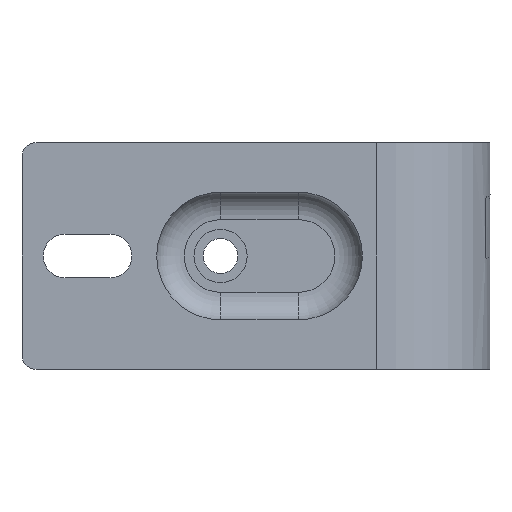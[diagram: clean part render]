
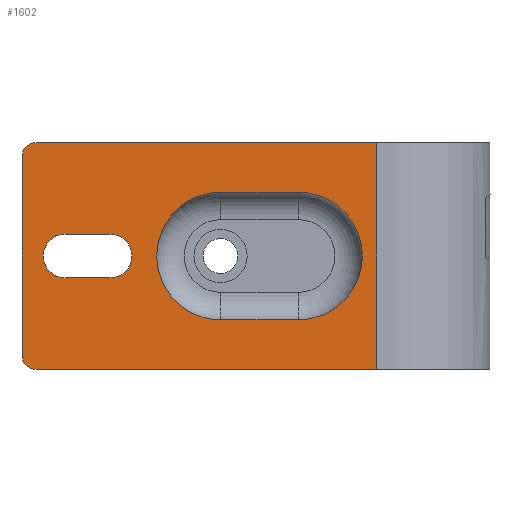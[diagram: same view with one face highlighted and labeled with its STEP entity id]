
A CAD part, front view. The second image highlights one B-rep face of the part: STEP entity #1602.
In plain terms, the highlighted planar face has unit normal (0, -1, 0).
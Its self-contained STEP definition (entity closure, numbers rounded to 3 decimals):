
#112=CARTESIAN_POINT('',(-43.9,-16.,-3.1));
#113=VERTEX_POINT('',#112);
#114=CARTESIAN_POINT('',(-43.9,-16.,3.1));
#115=VERTEX_POINT('',#114);
#116=CARTESIAN_POINT('',(-43.9,-16.,0.));
#117=DIRECTION('',(0.0,1.0,0.0));
#118=DIRECTION('',(1.0,0.0,0.0));
#119=AXIS2_PLACEMENT_3D('',#116,#117,#118);
#120=CIRCLE('',#119,3.1);
#121=EDGE_CURVE('',#113,#115,#120,.T.);
#154=CARTESIAN_POINT('',(-37.6,-16.,-3.1));
#155=VERTEX_POINT('',#154);
#156=CARTESIAN_POINT('',(-37.6,-16.,-3.1));
#157=DIRECTION('',(-1.0,0.0,0.0));
#158=VECTOR('',#157,6.3);
#159=LINE('',#156,#158);
#160=EDGE_CURVE('',#155,#113,#159,.T.);
#185=CARTESIAN_POINT('',(-37.6,-16.,3.1));
#186=VERTEX_POINT('',#185);
#187=CARTESIAN_POINT('',(-37.6,-16.,0.));
#188=DIRECTION('',(0.0,1.0,0.0));
#189=DIRECTION('',(-1.0,0.0,0.0));
#190=AXIS2_PLACEMENT_3D('',#187,#188,#189);
#191=CIRCLE('',#190,3.1);
#192=EDGE_CURVE('',#186,#155,#191,.T.);
#218=CARTESIAN_POINT('',(-43.9,-16.,3.1));
#219=DIRECTION('',(1.0,0.0,0.0));
#220=VECTOR('',#219,6.3);
#221=LINE('',#218,#220);
#222=EDGE_CURVE('',#115,#186,#221,.T.);
#515=CARTESIAN_POINT('',(-11.,-16.,-9.));
#516=VERTEX_POINT('',#515);
#534=CARTESIAN_POINT('',(-22.,-16.,-9.0));
#535=VERTEX_POINT('',#534);
#543=CARTESIAN_POINT('',(-11.,-16.,-9.));
#544=DIRECTION('',(-1.0,0.0,0.0));
#545=VECTOR('',#544,11.);
#546=LINE('',#543,#545);
#547=EDGE_CURVE('',#516,#535,#546,.T.);
#557=CARTESIAN_POINT('',(-11.0,-16.,9.));
#558=VERTEX_POINT('',#557);
#576=CARTESIAN_POINT('',(-11.,-16.0,0.0));
#577=DIRECTION('',(0.0,1.0,0.0));
#578=DIRECTION('',(0.0,0.0,-1.0));
#579=AXIS2_PLACEMENT_3D('',#576,#577,#578);
#580=CIRCLE('',#579,9.0);
#581=EDGE_CURVE('',#558,#516,#580,.T.);
#593=CARTESIAN_POINT('',(-22.,-16.,9.0));
#594=VERTEX_POINT('',#593);
#602=CARTESIAN_POINT('',(-22.0,-16.,0.0));
#603=DIRECTION('',(0.0,1.0,0.0));
#604=DIRECTION('',(0.0,0.0,1.0));
#605=AXIS2_PLACEMENT_3D('',#602,#603,#604);
#606=CIRCLE('',#605,9.0);
#607=EDGE_CURVE('',#535,#594,#606,.T.);
#633=CARTESIAN_POINT('',(-22.,-16.,9.0));
#634=DIRECTION('',(1.0,0.0,0.0));
#635=VECTOR('',#634,11.);
#636=LINE('',#633,#635);
#637=EDGE_CURVE('',#594,#558,#636,.T.);
#802=CARTESIAN_POINT('',(-50.0,-16.,14.0));
#803=VERTEX_POINT('',#802);
#804=CARTESIAN_POINT('',(-48.,-16.,16.0));
#805=VERTEX_POINT('',#804);
#806=CARTESIAN_POINT('',(-48.0,-16.,14.0));
#807=DIRECTION('',(0.0,1.0,0.0));
#808=DIRECTION('',(-0.707,0.0,0.707));
#809=AXIS2_PLACEMENT_3D('',#806,#807,#808);
#810=CIRCLE('',#809,2.0);
#811=EDGE_CURVE('',#803,#805,#810,.T.);
#853=CARTESIAN_POINT('',(-50.0,-16.,-14.));
#854=VERTEX_POINT('',#853);
#861=CARTESIAN_POINT('',(-50.0,-16.,-14.0));
#862=DIRECTION('',(0.0,0.0,1.0));
#863=VECTOR('',#862,28.0);
#864=LINE('',#861,#863);
#865=EDGE_CURVE('',#854,#803,#864,.T.);
#928=CARTESIAN_POINT('',(-48.,-16.,-16.0));
#929=VERTEX_POINT('',#928);
#930=CARTESIAN_POINT('',(-48.0,-16.,-14.));
#931=DIRECTION('',(0.0,1.0,0.0));
#932=DIRECTION('',(-0.707,0.0,-0.707));
#933=AXIS2_PLACEMENT_3D('',#930,#931,#932);
#934=CIRCLE('',#933,2.0);
#935=EDGE_CURVE('',#929,#854,#934,.T.);
#955=CARTESIAN_POINT('',(0.,-16.0,-16.0));
#956=VERTEX_POINT('',#955);
#963=CARTESIAN_POINT('',(0.,-16.0,-16.0));
#964=DIRECTION('',(-1.0,0.0,0.0));
#965=VECTOR('',#964,48.);
#966=LINE('',#963,#965);
#967=EDGE_CURVE('',#956,#929,#966,.T.);
#1506=CARTESIAN_POINT('',(0.,-16.0,16.0));
#1507=VERTEX_POINT('',#1506);
#1515=CARTESIAN_POINT('',(0.,-16.,-16.0));
#1516=DIRECTION('',(0.0,0.0,1.0));
#1517=VECTOR('',#1516,32.0);
#1518=LINE('',#1515,#1517);
#1519=EDGE_CURVE('',#956,#1507,#1518,.T.);
#1537=CARTESIAN_POINT('',(-48.,-16.,16.0));
#1538=DIRECTION('',(1.0,0.0,0.0));
#1539=VECTOR('',#1538,48.);
#1540=LINE('',#1537,#1539);
#1541=EDGE_CURVE('',#805,#1507,#1540,.T.);
#1577=CARTESIAN_POINT('',(-13.313,-16.,0.));
#1578=DIRECTION('',(0.0,-1.0,0.0));
#1579=DIRECTION('',(0.0,0.0,-1.0));
#1580=AXIS2_PLACEMENT_3D('',#1577,#1578,#1579);
#1581=PLANE('',#1580);
#1582=ORIENTED_EDGE('',*,*,#811,.F.);
#1583=ORIENTED_EDGE('',*,*,#865,.F.);
#1584=ORIENTED_EDGE('',*,*,#935,.F.);
#1585=ORIENTED_EDGE('',*,*,#967,.F.);
#1586=ORIENTED_EDGE('',*,*,#1519,.T.);
#1587=ORIENTED_EDGE('',*,*,#1541,.F.);
#1588=EDGE_LOOP('',(#1582,#1583,#1584,#1585,#1586,#1587));
#1589=FACE_OUTER_BOUND('',#1588,.T.);
#1590=ORIENTED_EDGE('',*,*,#121,.T.);
#1591=ORIENTED_EDGE('',*,*,#222,.T.);
#1592=ORIENTED_EDGE('',*,*,#192,.T.);
#1593=ORIENTED_EDGE('',*,*,#160,.T.);
#1594=EDGE_LOOP('',(#1590,#1591,#1592,#1593));
#1595=FACE_BOUND('',#1594,.T.);
#1596=ORIENTED_EDGE('',*,*,#607,.T.);
#1597=ORIENTED_EDGE('',*,*,#637,.T.);
#1598=ORIENTED_EDGE('',*,*,#581,.T.);
#1599=ORIENTED_EDGE('',*,*,#547,.T.);
#1600=EDGE_LOOP('',(#1596,#1597,#1598,#1599));
#1601=FACE_BOUND('',#1600,.T.);
#1602=ADVANCED_FACE('',(#1589,#1595,#1601),#1581,.T.);
